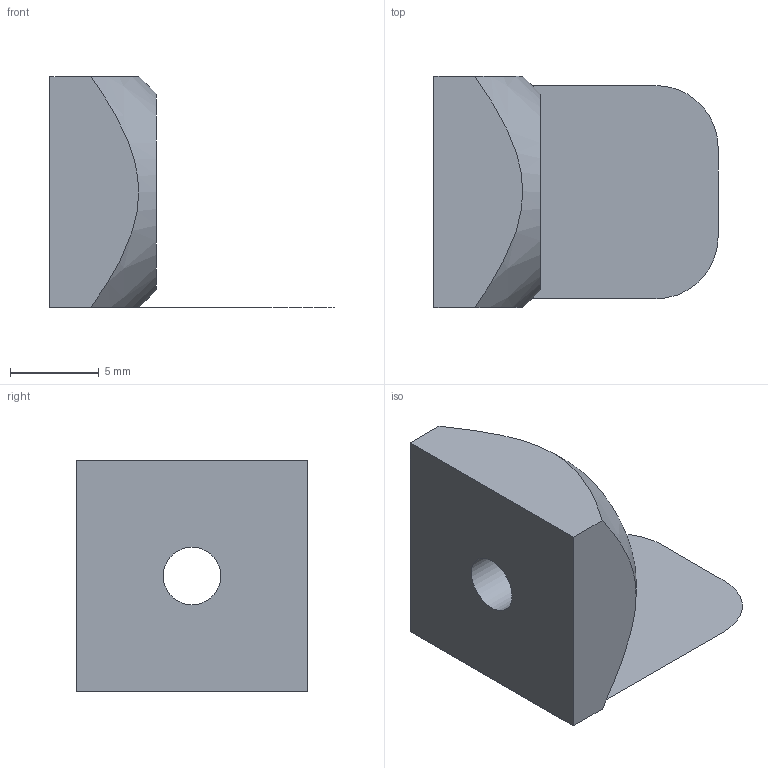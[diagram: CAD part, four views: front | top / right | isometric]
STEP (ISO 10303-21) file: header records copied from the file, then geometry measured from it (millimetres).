
FILE_DESCRIPTION(/* description */ ('Nakrętka M4 ze sprężyną 45-8'),/* implementation_level */ '2;1');
FILE_NAME(/* name */ '210402.stp',/* time_stamp */ '2023-01-20T07:02:52+01:00',/* author */ ('aluteckkpl_am'),/* organization */ (''),/* preprocessor_version */ 'ST-DEVELOPER v18.1',/* originating_system */ 'Autodesk Inventor 2021',/* authorisation */ '');
FILE_SCHEMA (('CONFIG_CONTROL_DESIGN'));
Length unit declared in the file: millimetre
Products named in the file (1): 210402
Bounding box: 16 x 13 x 13 mm (x, y, z)
Volume: 879.2 mm3; surface area: 810 mm2
Topology: 1 solids, 2 shells, 9 faces, 26 edges, 20 vertices
Faces by surface type: plane 7, cylinder 1, cone 1
Full cylindrical faces by diameter (mm): 3.242 x1
Entity records: 357 total; most frequent: CARTESIAN_POINT 66, DIRECTION 48, ORIENTED_EDGE 46, EDGE_CURVE 26, VERTEX_POINT 20, AXIS2_PLACEMENT_3D 17, LINE 14, VECTOR 14
